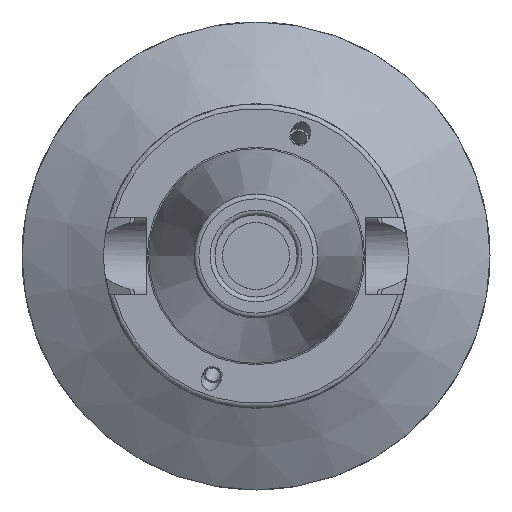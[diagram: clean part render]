
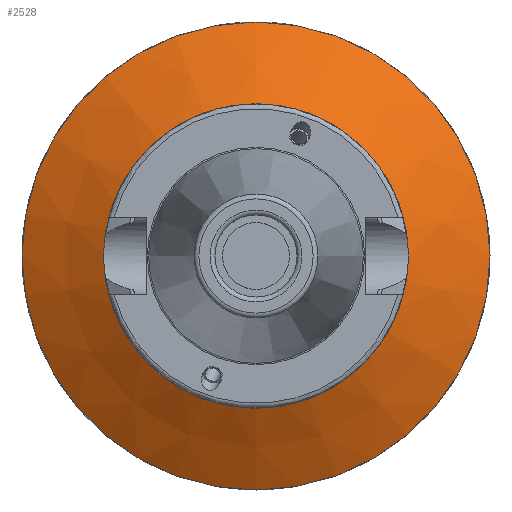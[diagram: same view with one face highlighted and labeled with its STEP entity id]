
A CAD part, left-side view. The second image highlights one B-rep face of the part: STEP entity #2528.
In plain terms, the highlighted conical face has half-angle 60 degrees and reference radius 39.712 mm.
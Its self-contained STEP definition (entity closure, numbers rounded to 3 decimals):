
#631=CIRCLE('',#2830,31.);
#633=CIRCLE('',#2833,48.425);
#754=CONICAL_SURFACE('',#2832,39.713,1.047);
#785=FACE_OUTER_BOUND('',#917,.T.);
#917=EDGE_LOOP('',(#1915,#1916,#1917,#1918));
#1071=LINE('',#4117,#1208);
#1208=VECTOR('',#3238,39.713);
#1354=VERTEX_POINT('',#4109);
#1356=VERTEX_POINT('',#4115);
#1571=EDGE_CURVE('',#1354,#1354,#631,.T.);
#1574=EDGE_CURVE('',#1356,#1356,#633,.T.);
#1575=EDGE_CURVE('',#1356,#1354,#1071,.T.);
#1915=ORIENTED_EDGE('',*,*,#1574,.F.);
#1916=ORIENTED_EDGE('',*,*,#1575,.T.);
#1917=ORIENTED_EDGE('',*,*,#1571,.T.);
#1918=ORIENTED_EDGE('',*,*,#1575,.F.);
#2528=ADVANCED_FACE('',(#785),#754,.T.);
#2830=AXIS2_PLACEMENT_3D('',#4110,#3229,#3230);
#2832=AXIS2_PLACEMENT_3D('',#4114,#3234,#3235);
#2833=AXIS2_PLACEMENT_3D('',#4116,#3236,#3237);
#3229=DIRECTION('center_axis',(1.,0.,0.));
#3230=DIRECTION('ref_axis',(0.,0.,-1.));
#3234=DIRECTION('center_axis',(1.,0.,0.));
#3235=DIRECTION('ref_axis',(0.,0.,-1.));
#3236=DIRECTION('center_axis',(1.,0.,0.));
#3237=DIRECTION('ref_axis',(0.,0.,-1.));
#3238=DIRECTION('',(-0.5,0.,-0.866));
#4109=CARTESIAN_POINT('',(32.,0.,31.));
#4110=CARTESIAN_POINT('Origin',(32.,0.,0.));
#4114=CARTESIAN_POINT('Origin',(37.03,0.,0.));
#4115=CARTESIAN_POINT('',(42.06,0.,48.425));
#4116=CARTESIAN_POINT('Origin',(42.06,0.,0.));
#4117=CARTESIAN_POINT('',(37.03,0.,39.713));
